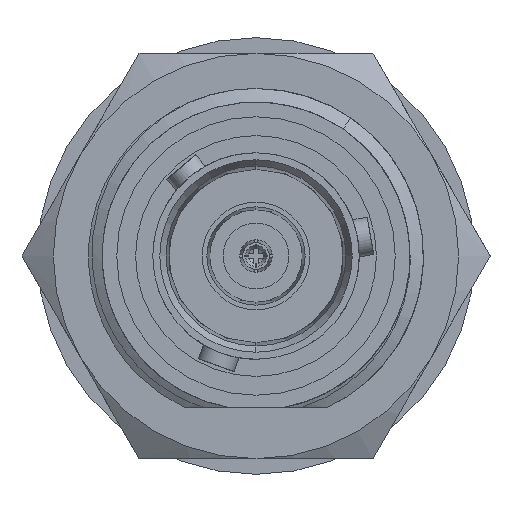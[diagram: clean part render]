
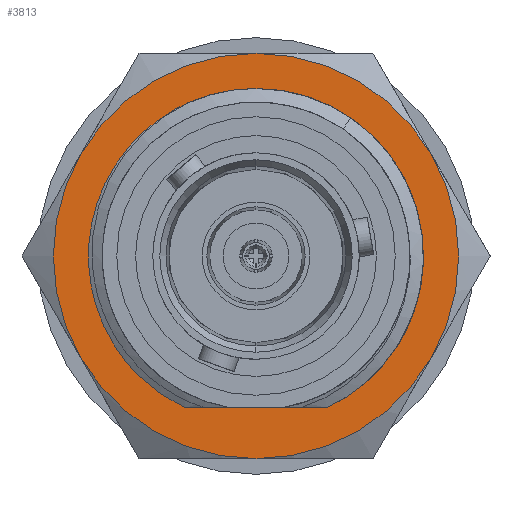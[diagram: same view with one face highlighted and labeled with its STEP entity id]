
A CAD part, left-side view. The second image highlights one B-rep face of the part: STEP entity #3813.
In plain terms, the highlighted face is planar.
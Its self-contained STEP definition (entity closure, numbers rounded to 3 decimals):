
#46 = CARTESIAN_POINT ( 'NONE',  ( 1.25, 8.249, -4.763 ) ) ;
#157 = B_SPLINE_CURVE_WITH_KNOTS ( 'NONE', 3,
 ( #8549, #19048, #22200, #10020, #13779, #5005, #18706, #18583, #12086, #15479, #17082, #6600 ),
 .UNSPECIFIED., .F., .F.,
 ( 4, 2, 2, 2, 2, 4 ),
 ( 0., 0.002, 0.003, 0.004, 0.005, 0.006 ),
 .UNSPECIFIED. ) ;
#402 = AXIS2_PLACEMENT_3D ( 'NONE', #8922, #20771, #5281 ) ;
#514 = EDGE_CURVE ( 'NONE', #5293, #14068, #21418, .T. ) ;
#561 = CARTESIAN_POINT ( 'NONE',  ( 1.25, 0., 0. ) ) ;
#1506 = CIRCLE ( 'NONE', #9866, 9.525 ) ;
#1746 = DIRECTION ( 'NONE',  ( -1., 0., 0. ) ) ;
#2882 = CIRCLE ( 'NONE', #15605, 9.525 ) ;
#3202 = DIRECTION ( 'NONE',  ( -1., 0., 0. ) ) ;
#3431 = ORIENTED_EDGE ( 'NONE', *, *, #13275, .T. ) ;
#3461 = CARTESIAN_POINT ( 'NONE',  ( 1.25, 0., 0. ) ) ;
#3651 = ORIENTED_EDGE ( 'NONE', *, *, #514, .F. ) ;
#3813 = ADVANCED_FACE ( 'NONE', ( #14054, #5278 ), #8814, .T. ) ;
#4020 = DIRECTION ( 'NONE',  ( -1., 0., 0. ) ) ;
#4060 = CIRCLE ( 'NONE', #16787, 7.112 ) ;
#5000 = CARTESIAN_POINT ( 'NONE',  ( 1.25, 0., 0. ) ) ;
#5005 = CARTESIAN_POINT ( 'NONE',  ( 1.25, 0.217, -7.114 ) ) ;
#5233 = VERTEX_POINT ( 'NONE', #21713 ) ;
#5278 = FACE_OUTER_BOUND ( 'NONE', #5775, .T. ) ;
#5281 = DIRECTION ( 'NONE',  ( 0., 0., 1. ) ) ;
#5293 = VERTEX_POINT ( 'NONE', #17045 ) ;
#5498 = DIRECTION ( 'NONE',  ( 1., 0., 0. ) ) ;
#5560 = EDGE_CURVE ( 'NONE', #14068, #5233, #1506, .T. ) ;
#5775 = EDGE_LOOP ( 'NONE', ( #20840, #14602, #3651, #18825, #5799, #15794 ) ) ;
#5799 = ORIENTED_EDGE ( 'NONE', *, *, #21472, .F. ) ;
#5825 = CARTESIAN_POINT ( 'NONE',  ( 1.25, -8.249, 4.762 ) ) ;
#6452 = CARTESIAN_POINT ( 'NONE',  ( 1.25, -8.249, -4.763 ) ) ;
#6600 = CARTESIAN_POINT ( 'NONE',  ( 1.25, -2.658, -6.596 ) ) ;
#7484 = CARTESIAN_POINT ( 'NONE',  ( 1.25, 0., 0. ) ) ;
#7714 = DIRECTION ( 'NONE',  ( -1., 0., 0. ) ) ;
#8549 = CARTESIAN_POINT ( 'NONE',  ( 1.25, 3.539, -6.169 ) ) ;
#8601 = CARTESIAN_POINT ( 'NONE',  ( 1.25, 3.539, -6.169 ) ) ;
#8801 = AXIS2_PLACEMENT_3D ( 'NONE', #10385, #3202, #17557 ) ;
#8814 = PLANE ( 'NONE',  #16744 ) ;
#8908 = VERTEX_POINT ( 'NONE', #15778 ) ;
#8922 = CARTESIAN_POINT ( 'NONE',  ( 1.25, 0., 0. ) ) ;
#9089 = VERTEX_POINT ( 'NONE', #11217 ) ;
#9385 = EDGE_CURVE ( 'NONE', #14263, #9089, #157, .T. ) ;
#9866 = AXIS2_PLACEMENT_3D ( 'NONE', #13742, #4020, #12676 ) ;
#9946 = EDGE_CURVE ( 'NONE', #8908, #5293, #21114, .T. ) ;
#10020 = CARTESIAN_POINT ( 'NONE',  ( 1.25, 1.547, -6.962 ) ) ;
#10385 = CARTESIAN_POINT ( 'NONE',  ( 1.25, 0., 0. ) ) ;
#10407 = DIRECTION ( 'NONE',  ( 0., 0., 1. ) ) ;
#10925 = DIRECTION ( 'NONE',  ( -1., 0., 0. ) ) ;
#10980 = CIRCLE ( 'NONE', #8801, 9.525 ) ;
#11217 = CARTESIAN_POINT ( 'NONE',  ( 1.25, -2.658, -6.596 ) ) ;
#11241 = DIRECTION ( 'NONE',  ( 0., 0., 1. ) ) ;
#11841 = VERTEX_POINT ( 'NONE', #6452 ) ;
#11952 = DIRECTION ( 'NONE',  ( 0., 0., 1. ) ) ;
#11979 = EDGE_LOOP ( 'NONE', ( #12548, #3431 ) ) ;
#12086 = CARTESIAN_POINT ( 'NONE',  ( 1.25, -0.848, -7.066 ) ) ;
#12548 = ORIENTED_EDGE ( 'NONE', *, *, #9385, .T. ) ;
#12621 = VERTEX_POINT ( 'NONE', #5825 ) ;
#12676 = DIRECTION ( 'NONE',  ( 0., 0., 1. ) ) ;
#13275 = EDGE_CURVE ( 'NONE', #9089, #14263, #4060, .T. ) ;
#13742 = CARTESIAN_POINT ( 'NONE',  ( 1.25, 0., 0. ) ) ;
#13779 = CARTESIAN_POINT ( 'NONE',  ( 1.25, 1.022, -7.059 ) ) ;
#14054 = FACE_BOUND ( 'NONE', #11979, .T. ) ;
#14068 = VERTEX_POINT ( 'NONE', #46 ) ;
#14263 = VERTEX_POINT ( 'NONE', #8601 ) ;
#14501 = AXIS2_PLACEMENT_3D ( 'NONE', #5000, #18806, #11952 ) ;
#14602 = ORIENTED_EDGE ( 'NONE', *, *, #5560, .F. ) ;
#14772 = DIRECTION ( 'NONE',  ( 0., 0., 1. ) ) ;
#15479 = CARTESIAN_POINT ( 'NONE',  ( 1.25, -1.636, -6.942 ) ) ;
#15605 = AXIS2_PLACEMENT_3D ( 'NONE', #3461, #1746, #10407 ) ;
#15778 = CARTESIAN_POINT ( 'NONE',  ( 1.25, 0., 9.525 ) ) ;
#15794 = ORIENTED_EDGE ( 'NONE', *, *, #20911, .F. ) ;
#16118 = EDGE_CURVE ( 'NONE', #5233, #11841, #2882, .T. ) ;
#16744 = AXIS2_PLACEMENT_3D ( 'NONE', #17349, #5498, #19291 ) ;
#16787 = AXIS2_PLACEMENT_3D ( 'NONE', #7484, #7714, #11241 ) ;
#17045 = CARTESIAN_POINT ( 'NONE',  ( 1.25, 8.249, 4.762 ) ) ;
#17082 = CARTESIAN_POINT ( 'NONE',  ( 1.25, -2.158, -6.798 ) ) ;
#17349 = CARTESIAN_POINT ( 'NONE',  ( 1.25, 0., 0. ) ) ;
#17557 = DIRECTION ( 'NONE',  ( 0., 0., 1. ) ) ;
#18583 = CARTESIAN_POINT ( 'NONE',  ( 1.25, -0.584, -7.093 ) ) ;
#18706 = CARTESIAN_POINT ( 'NONE',  ( 1.25, -0.052, -7.117 ) ) ;
#18806 = DIRECTION ( 'NONE',  ( -1., 0., 0. ) ) ;
#18825 = ORIENTED_EDGE ( 'NONE', *, *, #9946, .F. ) ;
#18975 = CIRCLE ( 'NONE', #402, 9.525 ) ;
#19048 = CARTESIAN_POINT ( 'NONE',  ( 1.25, 3.071, -6.437 ) ) ;
#19291 = DIRECTION ( 'NONE',  ( 0., 0., -1. ) ) ;
#20771 = DIRECTION ( 'NONE',  ( -1., 0., 0. ) ) ;
#20840 = ORIENTED_EDGE ( 'NONE', *, *, #16118, .F. ) ;
#20911 = EDGE_CURVE ( 'NONE', #11841, #12621, #18975, .T. ) ;
#21114 = CIRCLE ( 'NONE', #21466, 9.525 ) ;
#21418 = CIRCLE ( 'NONE', #14501, 9.525 ) ;
#21466 = AXIS2_PLACEMENT_3D ( 'NONE', #561, #10925, #14772 ) ;
#21472 = EDGE_CURVE ( 'NONE', #12621, #8908, #10980, .T. ) ;
#21713 = CARTESIAN_POINT ( 'NONE',  ( 1.25, 0., -9.525 ) ) ;
#22200 = CARTESIAN_POINT ( 'NONE',  ( 1.25, 2.573, -6.652 ) ) ;
